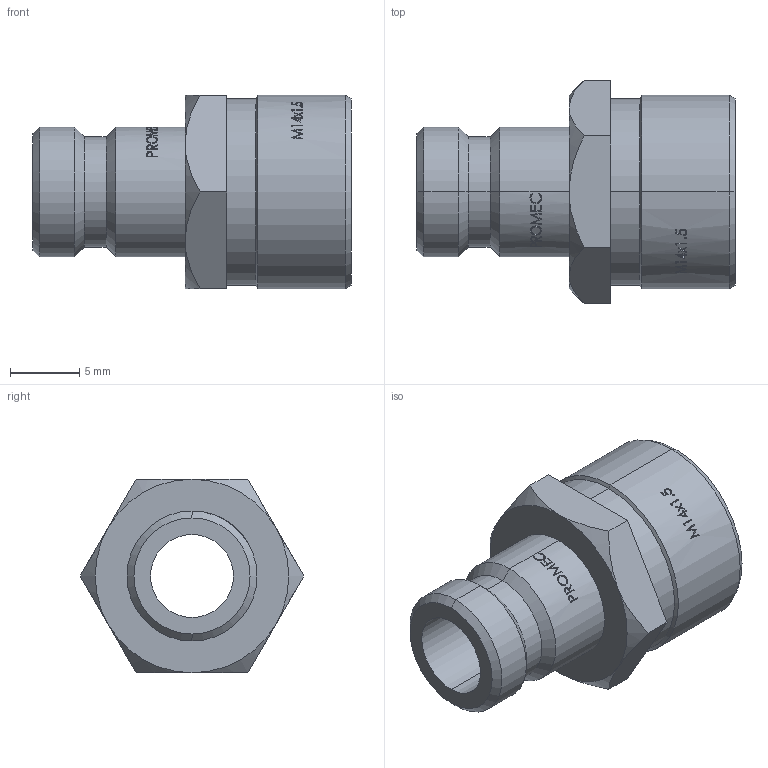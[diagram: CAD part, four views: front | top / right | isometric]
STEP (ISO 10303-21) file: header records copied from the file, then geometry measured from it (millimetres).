
FILE_DESCRIPTION (( 'STEP AP203' ), '1' );
FILE_NAME ('fd35.STEP', '2023-01-25T12:21:34', ( '' ), ( '' ), 'SwSTEP 2.0', 'SolidWorks 2019', '' );
FILE_SCHEMA (( 'CONFIG_CONTROL_DESIGN' ));
Length unit declared in the file: millimetre
Products named in the file (1): fd35
Bounding box: 23 x 16.17 x 14 mm (x, y, z)
Volume: 1928.1 mm3; surface area: 1584.8 mm2
Topology: 1 solids, 1 shells, 197 faces, 506 edges, 330 vertices
Faces by surface type: bspline 108, plane 44, cylinder 29, cone 16
Entity records: 9355 total; most frequent: CARTESIAN_POINT 5428, ORIENTED_EDGE 1012, EDGE_CURVE 506, DIRECTION 417, B_SPLINE_CURVE_WITH_KNOTS 351, VERTEX_POINT 330, EDGE_LOOP 218, FACE_OUTER_BOUND 197
